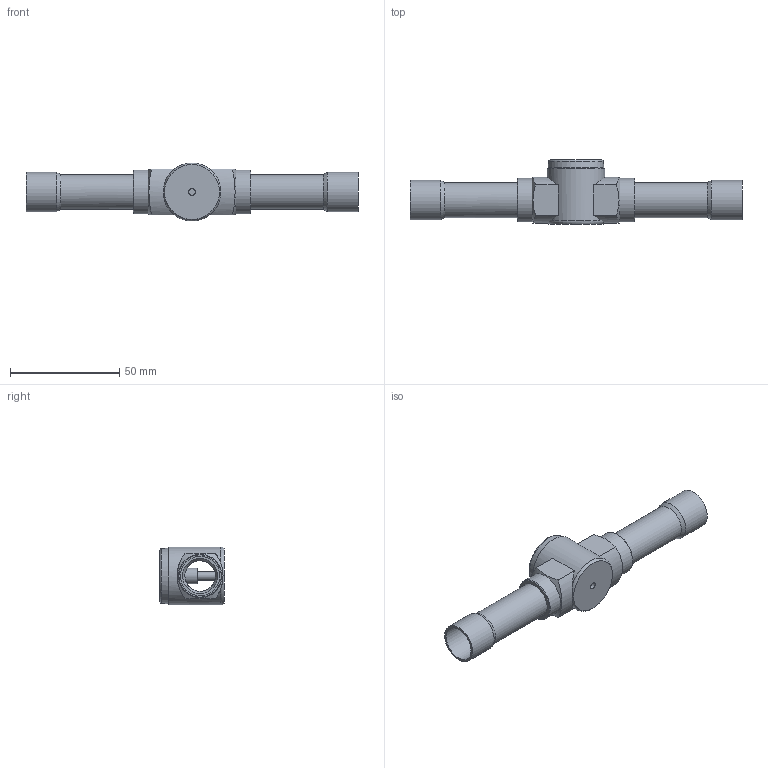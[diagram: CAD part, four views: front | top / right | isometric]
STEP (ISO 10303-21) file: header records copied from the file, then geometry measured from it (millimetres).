
FILE_DESCRIPTION(/* description */ (''),/* implementation_level */ '2;1');
FILE_NAME(/* name */ '014L0184R.stp',/* time_stamp */ '2022-08-31T11:58:13+03:00',/* author */ ('U403152'),/* organization */ (''),/* preprocessor_version */ 'ST-DEVELOPER v18.1',/* originating_system */ 'Autodesk Inventor 2020',/* authorisation */ '');
FILE_SCHEMA (('AUTOMOTIVE_DESIGN { 1 0 10303 214 3 1 1 }'));
Length unit declared in the file: millimetre
Products named in the file (1): Part1
Bounding box: 152 x 29.43 x 26.5 mm (x, y, z)
Volume: 21485.8 mm3; surface area: 19062.4 mm2
Topology: 1 solids, 20 shells, 412 faces, 1135 edges, 764 vertices
Faces by surface type: plane 219, bspline 145, cylinder 29, cone 16, torus 3
Full cylindrical faces by diameter (mm): 1.4 x2, 2 x1, 3 x1, 4 x1, 4.2 x1, 4.9 x1, 7 x1, 14 x2, 15.6 x1, 16 x3, 16.1 x2, 18.1 x2, 20 x5, 20.1 x1, 26.5 x1
Entity records: 24594 total; most frequent: CARTESIAN_POINT 14389, ORIENTED_EDGE 2270, DIRECTION 1496, EDGE_CURVE 1135, VERTEX_POINT 764, LINE 670, VECTOR 670, EDGE_LOOP 481
